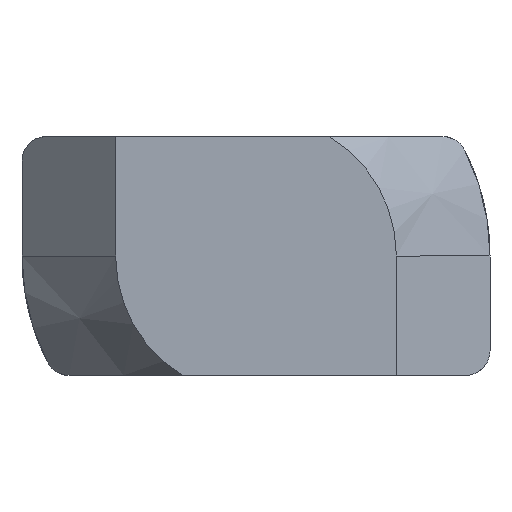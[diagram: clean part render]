
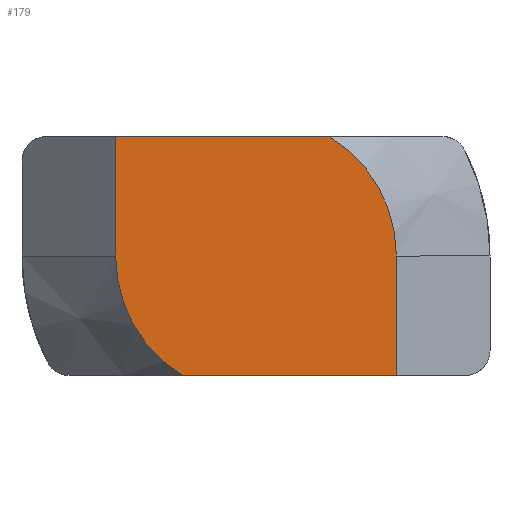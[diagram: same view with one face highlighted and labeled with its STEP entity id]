
A CAD part, front view. The second image highlights one B-rep face of the part: STEP entity #179.
In plain terms, the highlighted planar face has unit normal (0, -1, 0).
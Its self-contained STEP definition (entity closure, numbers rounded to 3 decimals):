
#179 = ADVANCED_FACE( '', ( #374 ), #375, .F. );
#374 = FACE_OUTER_BOUND( '', #579, .T. );
#375 = PLANE( '', #580 );
#579 = EDGE_LOOP( '', ( #1066, #1067, #1068, #1069, #1070, #1071 ) );
#580 = AXIS2_PLACEMENT_3D( '', #1072, #1073, #1074 );
#1066 = ORIENTED_EDGE( '', *, *, #1377, .T. );
#1067 = ORIENTED_EDGE( '', *, *, #1356, .F. );
#1068 = ORIENTED_EDGE( '', *, *, #1278, .F. );
#1069 = ORIENTED_EDGE( '', *, *, #1424, .T. );
#1070 = ORIENTED_EDGE( '', *, *, #1449, .T. );
#1071 = ORIENTED_EDGE( '', *, *, #1468, .T. );
#1072 = CARTESIAN_POINT( '', ( 9.5, 0., 4.85 ) );
#1073 = DIRECTION( '', ( 0., 1., 0. ) );
#1074 = DIRECTION( '', ( 0., 0., 1. ) );
#1278 = EDGE_CURVE( '', #1540, #1542, #1543, .T. );
#1356 = EDGE_CURVE( '', #1542, #1673, #1674, .T. );
#1377 = EDGE_CURVE( '', #1708, #1673, #1709, .T. );
#1424 = EDGE_CURVE( '', #1540, #1771, #1773, .T. );
#1449 = EDGE_CURVE( '', #1771, #1804, #1806, .T. );
#1468 = EDGE_CURVE( '', #1804, #1708, #1829, .T. );
#1540 = VERTEX_POINT( '', #1921 );
#1542 = VERTEX_POINT( '', #1924 );
#1543 = LINE( '', #1925, #1926 );
#1673 = VERTEX_POINT( '', #2096 );
#1674 = CIRCLE( '', #2097, 5.7 );
#1708 = VERTEX_POINT( '', #2145 );
#1709 = LINE( '', #2146, #2147 );
#1771 = VERTEX_POINT( '', #2225 );
#1773 = LINE( '', #2228, #2229 );
#1804 = VERTEX_POINT( '', #2276 );
#1806 = CIRCLE( '', #2285, 5.7 );
#1829 = LINE( '', #2315, #2316 );
#1921 = CARTESIAN_POINT( '', ( 5.7, 0., -4.85 ) );
#1924 = CARTESIAN_POINT( '', ( -2.995, 0., -4.85 ) );
#1925 = CARTESIAN_POINT( '', ( 9.5, 0., -4.85 ) );
#1926 = VECTOR( '', #2378, 1000. );
#2096 = CARTESIAN_POINT( '', ( -5.7, 0., 0. ) );
#2097 = AXIS2_PLACEMENT_3D( '', #2509, #2510, #2511 );
#2145 = CARTESIAN_POINT( '', ( -5.7, 0., 4.85 ) );
#2146 = CARTESIAN_POINT( '', ( -5.7, 0., 4.85 ) );
#2147 = VECTOR( '', #2532, 1000. );
#2225 = CARTESIAN_POINT( '', ( 5.7, 0., 0. ) );
#2228 = CARTESIAN_POINT( '', ( 5.7, 0., -4.85 ) );
#2229 = VECTOR( '', #2601, 1000. );
#2276 = CARTESIAN_POINT( '', ( 2.995, 0., 4.85 ) );
#2285 = AXIS2_PLACEMENT_3D( '', #2619, #2620, #2621 );
#2315 = CARTESIAN_POINT( '', ( 9.5, 0., 4.85 ) );
#2316 = VECTOR( '', #2644, 1000. );
#2378 = DIRECTION( '', ( -1., 0., 0. ) );
#2509 = CARTESIAN_POINT( '', ( 0., 0., 0. ) );
#2510 = DIRECTION( '', ( 0., 1., 0. ) );
#2511 = DIRECTION( '', ( 0., 0., 1. ) );
#2532 = DIRECTION( '', ( 0., 0., -1. ) );
#2601 = DIRECTION( '', ( 0., 0., 1. ) );
#2619 = CARTESIAN_POINT( '', ( 0., 0., 0. ) );
#2620 = DIRECTION( '', ( 0., -1., 0. ) );
#2621 = DIRECTION( '', ( 0., 0., -1. ) );
#2644 = DIRECTION( '', ( -1., 0., 0. ) );
